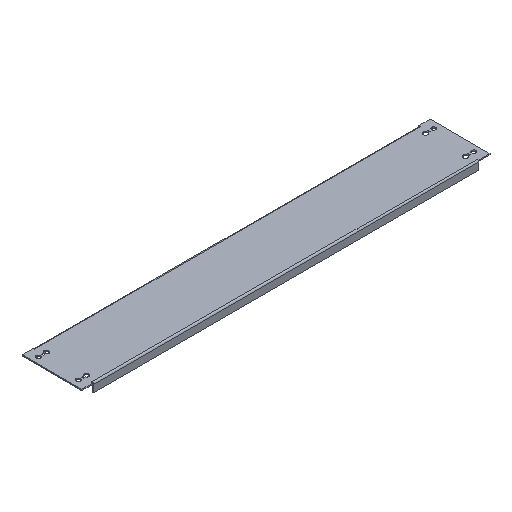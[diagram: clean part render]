
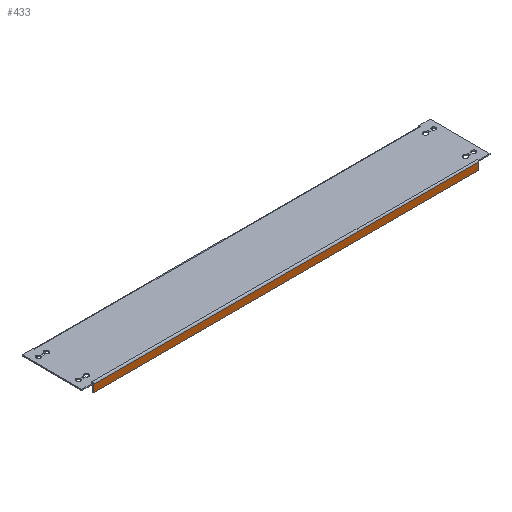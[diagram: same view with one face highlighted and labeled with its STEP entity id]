
A CAD part, isometric view. The second image highlights one B-rep face of the part: STEP entity #433.
In plain terms, the highlighted planar face has unit normal (0, -1, 0).
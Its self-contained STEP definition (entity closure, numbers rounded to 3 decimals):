
#7 = VECTOR ( 'NONE', #1587, 1000. ) ;
#40 = ORIENTED_EDGE ( 'NONE', *, *, #569, .T. ) ;
#78 = AXIS2_PLACEMENT_3D ( 'NONE', #1023, #1456, #189 ) ;
#139 = VECTOR ( 'NONE', #1212, 1000. ) ;
#189 = DIRECTION ( 'NONE',  ( 0., 0., -1. ) ) ;
#196 = VERTEX_POINT ( 'NONE', #1134 ) ;
#305 = CARTESIAN_POINT ( 'NONE',  ( 26., -137.5, -20. ) ) ;
#313 = LINE ( 'NONE', #305, #851 ) ;
#433 = ADVANCED_FACE ( 'NONE', ( #1165 ), #885, .T. ) ;
#478 = VERTEX_POINT ( 'NONE', #1433 ) ;
#493 = DIRECTION ( 'NONE',  ( -1., 0., 0. ) ) ;
#569 = EDGE_CURVE ( 'NONE', #1499, #196, #1612, .T. ) ;
#604 = CARTESIAN_POINT ( 'NONE',  ( 911.5, -137.5, -20. ) ) ;
#647 = CARTESIAN_POINT ( 'NONE',  ( 911.5, -137.5, -3.5 ) ) ;
#654 = LINE ( 'NONE', #1618, #139 ) ;
#698 = VECTOR ( 'NONE', #493, 1000. ) ;
#749 = EDGE_LOOP ( 'NONE', ( #1322, #40, #1051, #1474 ) ) ;
#780 = EDGE_CURVE ( 'NONE', #857, #196, #654, .T. ) ;
#851 = VECTOR ( 'NONE', #1157, 1000. ) ;
#857 = VERTEX_POINT ( 'NONE', #1544 ) ;
#885 = PLANE ( 'NONE',  #78 ) ;
#980 = EDGE_CURVE ( 'NONE', #478, #857, #313, .T. ) ;
#1023 = CARTESIAN_POINT ( 'NONE',  ( 0., -137.5, 0. ) ) ;
#1051 = ORIENTED_EDGE ( 'NONE', *, *, #780, .F. ) ;
#1134 = CARTESIAN_POINT ( 'NONE',  ( 26., -137.5, -3.5 ) ) ;
#1135 = EDGE_CURVE ( 'NONE', #1499, #478, #1417, .T. ) ;
#1157 = DIRECTION ( 'NONE',  ( -1., 0., 0. ) ) ;
#1165 = FACE_OUTER_BOUND ( 'NONE', #749, .T. ) ;
#1212 = DIRECTION ( 'NONE',  ( 0., 0., 1. ) ) ;
#1322 = ORIENTED_EDGE ( 'NONE', *, *, #1135, .F. ) ;
#1339 = CARTESIAN_POINT ( 'NONE',  ( 0., -137.5, -3.5 ) ) ;
#1417 = LINE ( 'NONE', #604, #7 ) ;
#1433 = CARTESIAN_POINT ( 'NONE',  ( 911.5, -137.5, -20. ) ) ;
#1456 = DIRECTION ( 'NONE',  ( 0., -1., 0. ) ) ;
#1474 = ORIENTED_EDGE ( 'NONE', *, *, #980, .F. ) ;
#1499 = VERTEX_POINT ( 'NONE', #647 ) ;
#1544 = CARTESIAN_POINT ( 'NONE',  ( 26., -137.5, -20. ) ) ;
#1587 = DIRECTION ( 'NONE',  ( 0., 0., -1. ) ) ;
#1612 = LINE ( 'NONE', #1339, #698 ) ;
#1618 = CARTESIAN_POINT ( 'NONE',  ( 26., -137.5, -2.5 ) ) ;
